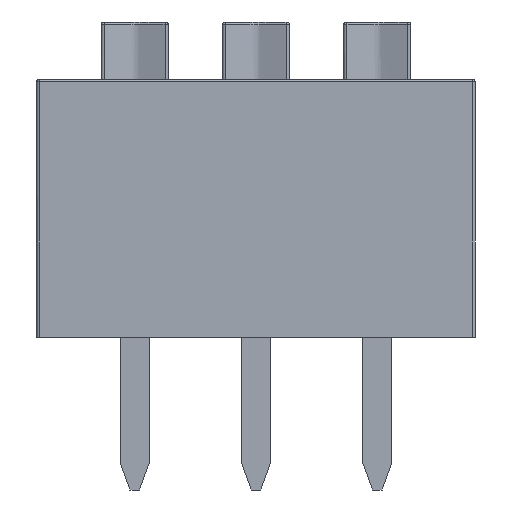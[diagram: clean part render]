
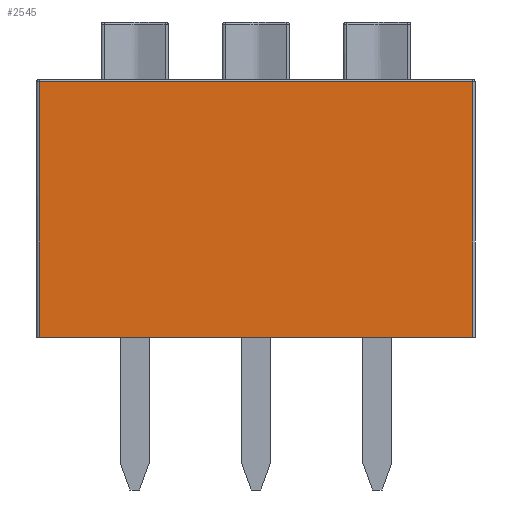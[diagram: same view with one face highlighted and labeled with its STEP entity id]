
A CAD part, front view. The second image highlights one B-rep face of the part: STEP entity #2545.
In plain terms, the highlighted free-form (B-spline) face has degree [1, 1] with [2, 2] control points.
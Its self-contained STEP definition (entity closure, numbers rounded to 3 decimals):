
#2545 = ADVANCED_FACE('',(#2546),#2576,.F.);
#2546 = FACE_BOUND('',#2547,.T.);
#2547 = EDGE_LOOP('',(#2548,#2557,#2564,#2571));
#2548 = ORIENTED_EDGE('',*,*,#2549,.T.);
#2549 = EDGE_CURVE('',#2550,#2552,#2554,.T.);
#2550 = VERTEX_POINT('',#2551);
#2551 = CARTESIAN_POINT('',(-4.54,-4.951,3.2));
#2552 = VERTEX_POINT('',#2553);
#2553 = CARTESIAN_POINT('',(4.54,-4.951,3.2));
#2554 = B_SPLINE_CURVE_WITH_KNOTS('',1,(#2555,#2556),.UNSPECIFIED.,.F.,
  .F.,(2,2),(0.05,9.13),.PIECEWISE_BEZIER_KNOTS.);
#2555 = CARTESIAN_POINT('',(-4.54,-4.951,3.2));
#2556 = CARTESIAN_POINT('',(4.54,-4.951,3.2));
#2557 = ORIENTED_EDGE('',*,*,#2558,.T.);
#2558 = EDGE_CURVE('',#2552,#2559,#2561,.T.);
#2559 = VERTEX_POINT('',#2560);
#2560 = CARTESIAN_POINT('',(4.54,-4.951,8.55));
#2561 = B_SPLINE_CURVE_WITH_KNOTS('',1,(#2562,#2563),.UNSPECIFIED.,.F.,
  .F.,(2,2),(-5.4,-0.05),.PIECEWISE_BEZIER_KNOTS.);
#2562 = CARTESIAN_POINT('',(4.54,-4.951,3.2));
#2563 = CARTESIAN_POINT('',(4.54,-4.951,8.55));
#2564 = ORIENTED_EDGE('',*,*,#2565,.T.);
#2565 = EDGE_CURVE('',#2559,#2566,#2568,.T.);
#2566 = VERTEX_POINT('',#2567);
#2567 = CARTESIAN_POINT('',(-4.54,-4.951,8.55));
#2568 = B_SPLINE_CURVE_WITH_KNOTS('',1,(#2569,#2570),.UNSPECIFIED.,.F.,
  .F.,(2,2),(-9.13,-0.05),.PIECEWISE_BEZIER_KNOTS.);
#2569 = CARTESIAN_POINT('',(4.54,-4.951,8.55));
#2570 = CARTESIAN_POINT('',(-4.54,-4.951,8.55));
#2571 = ORIENTED_EDGE('',*,*,#2572,.T.);
#2572 = EDGE_CURVE('',#2566,#2550,#2573,.T.);
#2573 = B_SPLINE_CURVE_WITH_KNOTS('',1,(#2574,#2575),.UNSPECIFIED.,.F.,
  .F.,(2,2),(0.05,5.4),.PIECEWISE_BEZIER_KNOTS.);
#2574 = CARTESIAN_POINT('',(-4.54,-4.951,8.55));
#2575 = CARTESIAN_POINT('',(-4.54,-4.951,3.2));
#2576 = B_SPLINE_SURFACE_WITH_KNOTS('',1,1,(
    (#2577,#2578)
    ,(#2579,#2580
  )),.UNSPECIFIED.,.F.,.F.,.F.,(2,2),(2,2),(-5.4,-0.05),(0.05,9.13),
  .PIECEWISE_BEZIER_KNOTS.);
#2577 = CARTESIAN_POINT('',(-4.54,-4.951,3.2));
#2578 = CARTESIAN_POINT('',(4.54,-4.951,3.2));
#2579 = CARTESIAN_POINT('',(-4.54,-4.951,8.55));
#2580 = CARTESIAN_POINT('',(4.54,-4.951,8.55));
